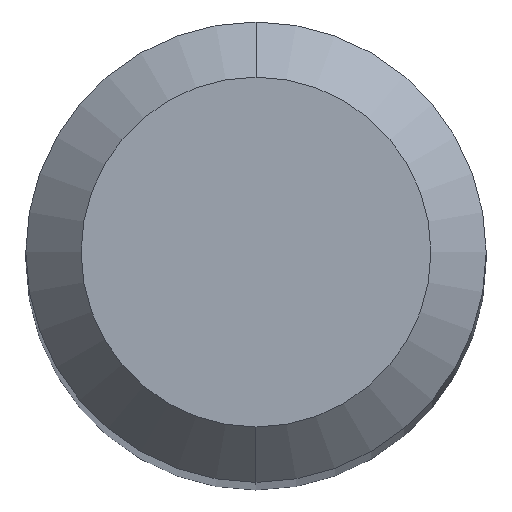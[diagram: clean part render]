
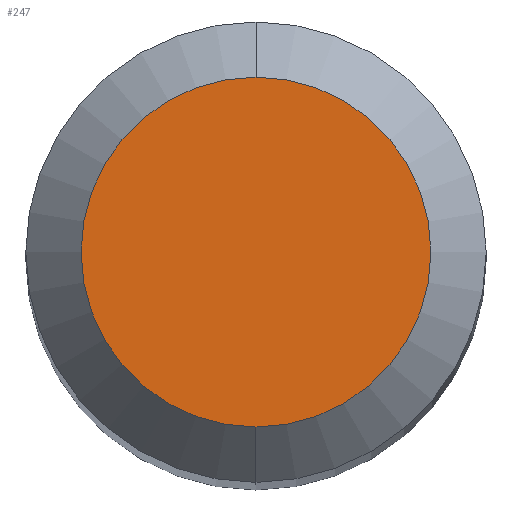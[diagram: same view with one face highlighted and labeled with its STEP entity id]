
A CAD part, top view. The second image highlights one B-rep face of the part: STEP entity #247.
In plain terms, the highlighted planar face has unit normal (0, 0, 1).
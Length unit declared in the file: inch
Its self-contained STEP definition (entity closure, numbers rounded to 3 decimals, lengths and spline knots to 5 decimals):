
#17 = DIRECTION ( 'NONE',  ( 0., 0., 1. ) ) ;
#24 = DIRECTION ( 'NONE',  ( 0., 0., 1. ) ) ;
#25 = VERTEX_POINT ( 'NONE', #224 ) ;
#29 = CIRCLE ( 'NONE', #154, 0.0475 ) ;
#65 = EDGE_CURVE ( 'NONE', #25, #117, #276, .T. ) ;
#89 = EDGE_LOOP ( 'NONE', ( #133, #96 ) ) ;
#96 = ORIENTED_EDGE ( 'NONE', *, *, #65, .T. ) ;
#105 = DIRECTION ( 'NONE',  ( 0., -1., 0. ) ) ;
#117 = VERTEX_POINT ( 'NONE', #447 ) ;
#133 = ORIENTED_EDGE ( 'NONE', *, *, #232, .T. ) ;
#154 = AXIS2_PLACEMENT_3D ( 'NONE', #462, #24, #105 ) ;
#159 = AXIS2_PLACEMENT_3D ( 'NONE', #503, #391, #353 ) ;
#190 = DIRECTION ( 'NONE',  ( 0., -1., 0. ) ) ;
#224 = CARTESIAN_POINT ( 'NONE',  ( 0., -0.0475, 0. ) ) ;
#228 = CARTESIAN_POINT ( 'NONE',  ( 0., 0., 0. ) ) ;
#232 = EDGE_CURVE ( 'NONE', #117, #25, #29, .T. ) ;
#237 = PLANE ( 'NONE',  #159 ) ;
#247 = ADVANCED_FACE ( 'NONE', ( #355 ), #237, .F. ) ;
#276 = CIRCLE ( 'NONE', #290, 0.0475 ) ;
#290 = AXIS2_PLACEMENT_3D ( 'NONE', #228, #17, #190 ) ;
#353 = DIRECTION ( 'NONE',  ( 0., 1., 0. ) ) ;
#355 = FACE_OUTER_BOUND ( 'NONE', #89, .T. ) ;
#391 = DIRECTION ( 'NONE',  ( 0., 0., -1. ) ) ;
#447 = CARTESIAN_POINT ( 'NONE',  ( 0., 0.0475, 0. ) ) ;
#462 = CARTESIAN_POINT ( 'NONE',  ( 0., 0., 0. ) ) ;
#503 = CARTESIAN_POINT ( 'NONE',  ( 0., 0.0475, 0. ) ) ;
